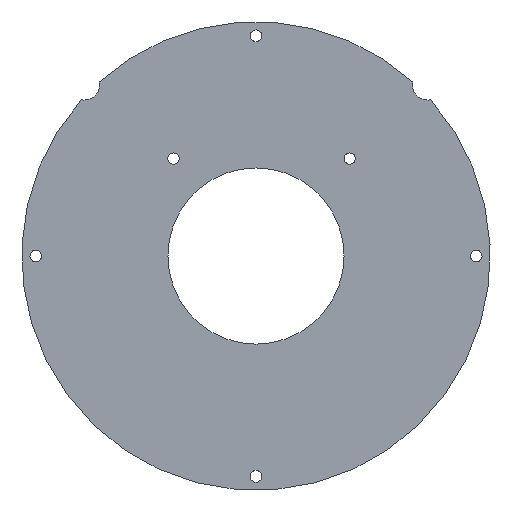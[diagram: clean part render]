
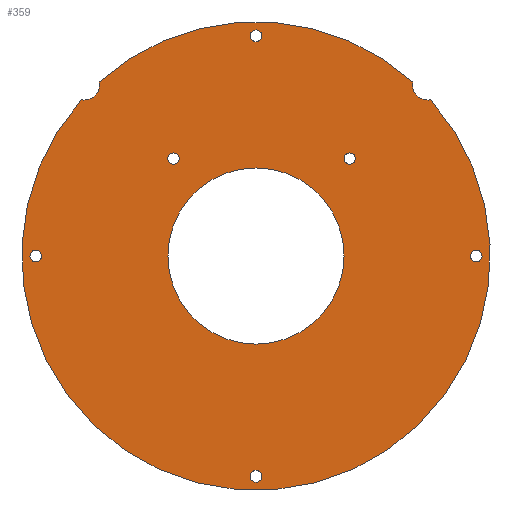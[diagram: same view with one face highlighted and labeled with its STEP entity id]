
A CAD part, front view. The second image highlights one B-rep face of the part: STEP entity #359.
In plain terms, the highlighted planar face has unit normal (0, -1, 0).
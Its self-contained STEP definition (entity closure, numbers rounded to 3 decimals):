
#26=FACE_BOUND('',#92,.T.);
#27=FACE_BOUND('',#93,.T.);
#28=FACE_BOUND('',#94,.T.);
#29=FACE_BOUND('',#95,.T.);
#30=FACE_BOUND('',#96,.T.);
#31=FACE_BOUND('',#97,.T.);
#32=FACE_BOUND('',#98,.T.);
#38=PLANE('',#433);
#59=FACE_OUTER_BOUND('',#91,.T.);
#91=EDGE_LOOP('',(#313,#314,#315,#316));
#92=EDGE_LOOP('',(#317));
#93=EDGE_LOOP('',(#318));
#94=EDGE_LOOP('',(#319));
#95=EDGE_LOOP('',(#320));
#96=EDGE_LOOP('',(#321));
#97=EDGE_LOOP('',(#322));
#98=EDGE_LOOP('',(#323));
#99=CIRCLE('',#384,4.);
#102=CIRCLE('',#388,4.);
#112=CIRCLE('',#400,62.5);
#113=CIRCLE('',#402,62.5);
#114=CIRCLE('',#404,1.5);
#115=CIRCLE('',#406,1.5);
#118=CIRCLE('',#412,1.563);
#121=CIRCLE('',#418,1.563);
#124=CIRCLE('',#424,1.563);
#127=CIRCLE('',#430,1.563);
#128=CIRCLE('',#432,23.5);
#159=VERTEX_POINT('',#555);
#161=VERTEX_POINT('',#558);
#164=VERTEX_POINT('',#565);
#166=VERTEX_POINT('',#569);
#174=VERTEX_POINT('',#594);
#175=VERTEX_POINT('',#598);
#178=VERTEX_POINT('',#609);
#181=VERTEX_POINT('',#620);
#184=VERTEX_POINT('',#631);
#187=VERTEX_POINT('',#642);
#188=VERTEX_POINT('',#646);
#190=EDGE_CURVE('',#161,#159,#99,.T.);
#196=EDGE_CURVE('',#164,#166,#102,.T.);
#206=EDGE_CURVE('',#161,#166,#112,.T.);
#207=EDGE_CURVE('',#164,#159,#113,.T.);
#209=EDGE_CURVE('',#174,#174,#114,.T.);
#211=EDGE_CURVE('',#175,#175,#115,.T.);
#216=EDGE_CURVE('',#178,#178,#118,.T.);
#221=EDGE_CURVE('',#181,#181,#121,.T.);
#226=EDGE_CURVE('',#184,#184,#124,.T.);
#231=EDGE_CURVE('',#187,#187,#127,.T.);
#233=EDGE_CURVE('',#188,#188,#128,.T.);
#313=ORIENTED_EDGE('',*,*,#190,.T.);
#314=ORIENTED_EDGE('',*,*,#207,.F.);
#315=ORIENTED_EDGE('',*,*,#196,.T.);
#316=ORIENTED_EDGE('',*,*,#206,.F.);
#317=ORIENTED_EDGE('',*,*,#209,.T.);
#318=ORIENTED_EDGE('',*,*,#211,.T.);
#319=ORIENTED_EDGE('',*,*,#216,.T.);
#320=ORIENTED_EDGE('',*,*,#221,.T.);
#321=ORIENTED_EDGE('',*,*,#226,.T.);
#322=ORIENTED_EDGE('',*,*,#231,.T.);
#323=ORIENTED_EDGE('',*,*,#233,.F.);
#359=ADVANCED_FACE('',(#59,#26,#27,#28,#29,#30,#31,#32),#38,.F.);
#384=AXIS2_PLACEMENT_3D('',#559,#439,#440);
#388=AXIS2_PLACEMENT_3D('',#571,#450,#451);
#400=AXIS2_PLACEMENT_3D('',#590,#474,#475);
#402=AXIS2_PLACEMENT_3D('',#592,#478,#479);
#404=AXIS2_PLACEMENT_3D('',#596,#483,#484);
#406=AXIS2_PLACEMENT_3D('',#600,#488,#489);
#412=AXIS2_PLACEMENT_3D('',#611,#502,#503);
#418=AXIS2_PLACEMENT_3D('',#622,#516,#517);
#424=AXIS2_PLACEMENT_3D('',#633,#530,#531);
#430=AXIS2_PLACEMENT_3D('',#644,#544,#545);
#432=AXIS2_PLACEMENT_3D('',#648,#549,#550);
#433=AXIS2_PLACEMENT_3D('',#649,#551,#552);
#439=DIRECTION('center_axis',(0.,1.,0.));
#440=DIRECTION('ref_axis',(1.,0.,0.));
#450=DIRECTION('center_axis',(0.,1.,0.));
#451=DIRECTION('ref_axis',(1.,0.,0.));
#474=DIRECTION('center_axis',(0.,1.,0.));
#475=DIRECTION('ref_axis',(-1.,0.,0.));
#478=DIRECTION('center_axis',(0.,1.,0.));
#479=DIRECTION('ref_axis',(-1.,0.,0.));
#483=DIRECTION('center_axis',(0.,1.,0.));
#484=DIRECTION('ref_axis',(1.,0.,0.));
#488=DIRECTION('center_axis',(0.,1.,0.));
#489=DIRECTION('ref_axis',(1.,0.,0.));
#502=DIRECTION('center_axis',(0.,1.,0.));
#503=DIRECTION('ref_axis',(1.,0.,0.));
#516=DIRECTION('center_axis',(0.,1.,0.));
#517=DIRECTION('ref_axis',(1.,0.,0.));
#530=DIRECTION('center_axis',(0.,1.,0.));
#531=DIRECTION('ref_axis',(1.,0.,0.));
#544=DIRECTION('center_axis',(0.,1.,0.));
#545=DIRECTION('ref_axis',(1.,0.,0.));
#549=DIRECTION('center_axis',(0.,-1.,0.));
#550=DIRECTION('ref_axis',(1.,0.,0.));
#551=DIRECTION('center_axis',(0.,1.,0.));
#552=DIRECTION('ref_axis',(0.,0.,1.));
#555=CARTESIAN_POINT('',(41.818,0.,46.449));
#558=CARTESIAN_POINT('',(46.551,0.,41.705));
#559=CARTESIAN_POINT('Origin',(45.731,0.,45.62));
#565=CARTESIAN_POINT('',(-41.818,0.,46.449));
#569=CARTESIAN_POINT('',(-46.551,0.,41.705));
#571=CARTESIAN_POINT('Origin',(-45.731,0.,45.62));
#590=CARTESIAN_POINT('Origin',(0.,0.,0.));
#592=CARTESIAN_POINT('Origin',(0.,0.,0.));
#594=CARTESIAN_POINT('',(23.5,0.,26.));
#596=CARTESIAN_POINT('Origin',(25.,0.,26.));
#598=CARTESIAN_POINT('',(-23.5,0.,26.));
#600=CARTESIAN_POINT('Origin',(-22.,0.,26.));
#609=CARTESIAN_POINT('',(-1.563,0.,-58.75));
#611=CARTESIAN_POINT('Origin',(0.,0.,-58.75));
#620=CARTESIAN_POINT('',(-60.313,0.,0.));
#622=CARTESIAN_POINT('Origin',(-58.75,0.,0.));
#631=CARTESIAN_POINT('',(-1.563,0.,58.75));
#633=CARTESIAN_POINT('Origin',(0.,0.,58.75));
#642=CARTESIAN_POINT('',(57.188,0.,0.));
#644=CARTESIAN_POINT('Origin',(58.75,0.,0.));
#646=CARTESIAN_POINT('',(-23.5,0.,0.));
#648=CARTESIAN_POINT('Origin',(0.,0.,0.));
#649=CARTESIAN_POINT('Origin',(0.,0.,0.));
